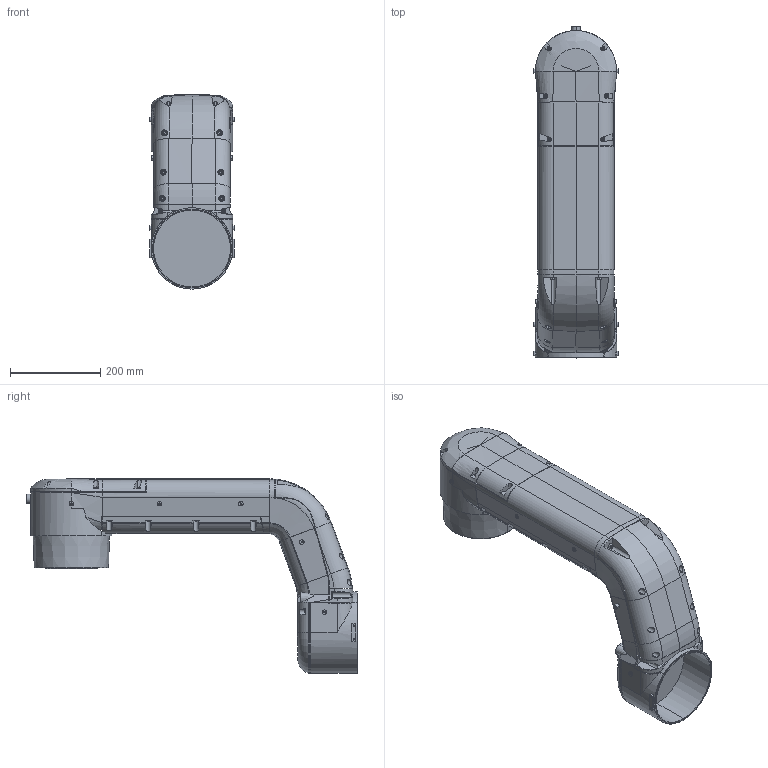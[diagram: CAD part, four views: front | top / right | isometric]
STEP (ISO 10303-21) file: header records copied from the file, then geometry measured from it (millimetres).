
FILE_DESCRIPTION((''),'2;1');
FILE_NAME('N6_A850SR','2019-08-25T17:01:30',('arco0'),(''),'CREO PARAMETRIC BY PTC INC, 2018420','CREO PARAMETRIC BY PTC INC, 2018420','');
FILE_SCHEMA(('AUTOMOTIVE_DESIGN { 1 0 10303 214 1 1 1 1 }'));
Length unit declared in the file: millimetre
Products named in the file (1): N6_A850SR
Bounding box: 186 x 734 x 430.03 mm (x, y, z)
Volume: 17439388.9 mm3; surface area: 806371.1 mm2
Topology: 1 solids, 1 shells, 959 faces, 2591 edges, 1668 vertices
Faces by surface type: plane 572, cylinder 229, cone 63, sphere 38, bspline 29, torus 28
Entity records: 40304 total; most frequent: CARTESIAN_POINT 8732, ORIENTED_EDGE 5110, DIRECTION 4803, PRESENTATION_STYLE_ASSIGNMENT 2556, STYLED_ITEM 2556, CURVE_STYLE 2555, EDGE_CURVE 2555, AXIS2_PLACEMENT_3D 1696
